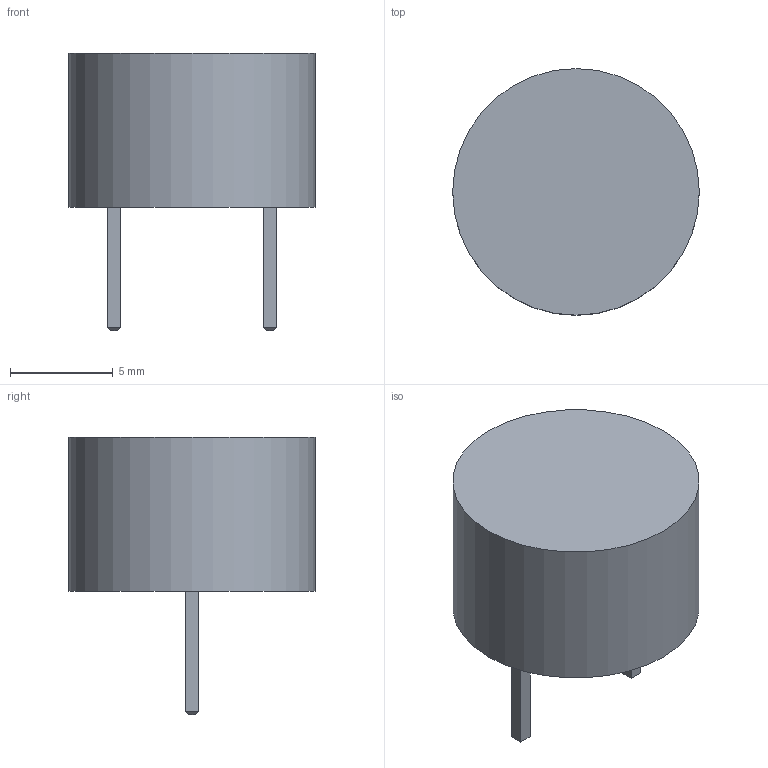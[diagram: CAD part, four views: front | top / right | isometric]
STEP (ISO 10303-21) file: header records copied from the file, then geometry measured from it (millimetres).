
FILE_DESCRIPTION(/* description */ (''),/* implementation_level */ '2;1');
FILE_NAME(/* name */ 'Buzzer v0.step',/* time_stamp */ '2021-04-30T20:08:07+09:00',/* author */ (''),/* organization */ (''),/* preprocessor_version */ 'ST-DEVELOPER v18.1',/* originating_system */ 'Autodesk Translation Framework v10.6.0.1341',/* authorisation */ '');
FILE_SCHEMA (('AUTOMOTIVE_DESIGN { 1 0 10303 214 3 1 1 }'));
Length unit declared in the file: millimetre
Products named in the file (2): Buzzer; PinHeader_1x01_P2.54mm_Vertical
Assembly tree (1 placements, depth 2):
  Buzzer
    PinHeader_1x01_P2.54mm_Vertical
Bounding box: 12 x 12 x 13.5 mm (x, y, z)
Volume: 887.6 mm3; surface area: 627.8 mm2
Topology: 3 solids, 3 shells, 59 faces, 131 edges, 82 vertices
Faces by surface type: plane 58, cylinder 1
Full cylindrical faces by diameter (mm): 12 x1
Entity records: 1702 total; most frequent: CARTESIAN_POINT 275, ORIENTED_EDGE 262, DIRECTION 257, EDGE_CURVE 131, LINE 129, VECTOR 129, VERTEX_POINT 82, AXIS2_PLACEMENT_3D 64
